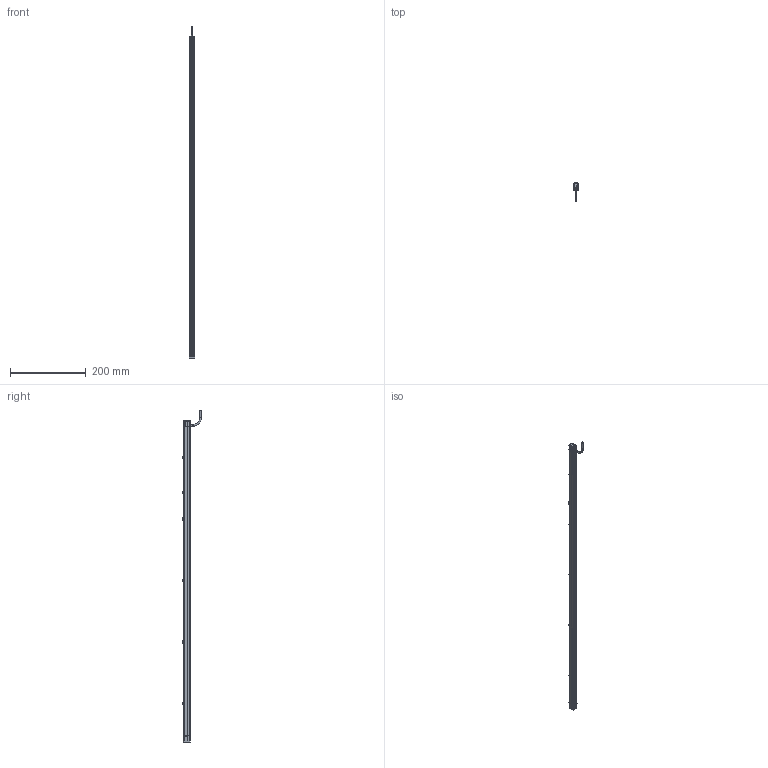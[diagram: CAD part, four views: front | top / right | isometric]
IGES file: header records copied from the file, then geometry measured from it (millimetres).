
Start section:  PTC IGES file: 215298.igs
Global section: file name: 215298.igs; native system: Creo Parametric by PTC Inc.; preprocessor: 2019292; author: PDMAdmin; organization: Unknown; date: 20200413.095150; units: millimetre
Bounding box: 13.96 x 49.18 x 874.34 mm (x, y, z)
Volume: 50943.8 mm3; surface area: 466221.2 mm2
Topology: 16 solids, 18 shells, 2556 faces, 14779 edges, 19818 vertices
Faces by surface type: bspline 1582, revolution 954, extrusion 20
